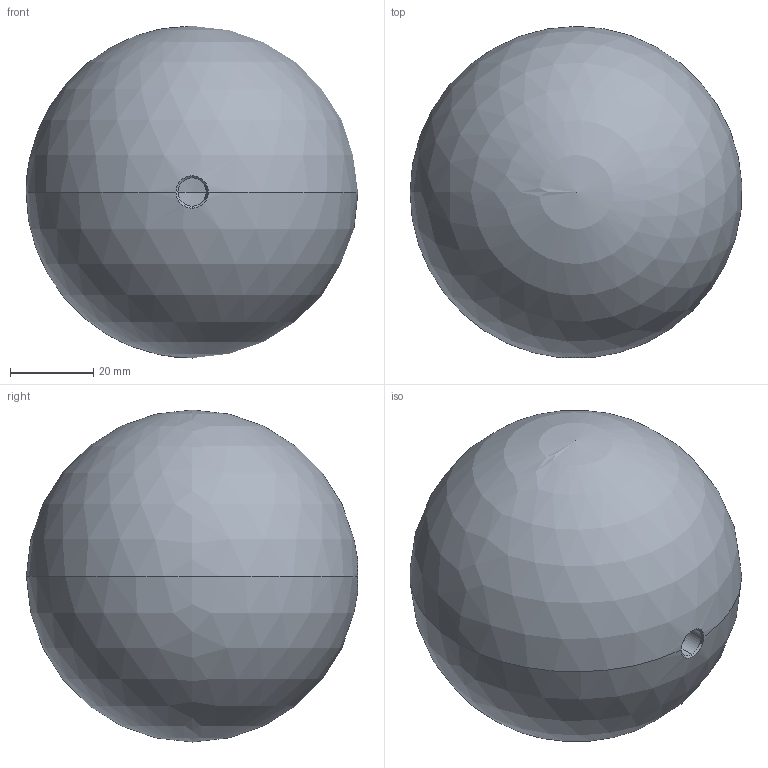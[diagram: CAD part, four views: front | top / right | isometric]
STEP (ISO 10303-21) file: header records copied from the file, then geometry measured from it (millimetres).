
FILE_DESCRIPTION (( 'STEP AP203' ), '1' );
FILE_NAME ('52080-240.STEP', '2016-04-01T13:13:18', ( '' ), ( '' ), 'SwSTEP 2.0', 'SolidWorks 2015', '' );
FILE_SCHEMA (( 'CONFIG_CONTROL_DESIGN' ));
Length unit declared in the file: millimetre
Products named in the file (1): 52080-240
Bounding box: 79.95 x 79.81 x 80 mm (x, y, z)
Volume: 38284.6 mm3; surface area: 38373 mm2
Topology: 1 solids, 1 shells, 238 faces, 637 edges, 424 vertices
Faces by surface type: bspline 112, plane 90, cone 28, sphere 4, cylinder 4
Entity records: 12975 total; most frequent: CARTESIAN_POINT 8113, ORIENTED_EDGE 1254, EDGE_CURVE 627, DIRECTION 497, VERTEX_POINT 418, B_SPLINE_CURVE_WITH_KNOTS 402, EDGE_LOOP 265, ADVANCED_FACE 238
